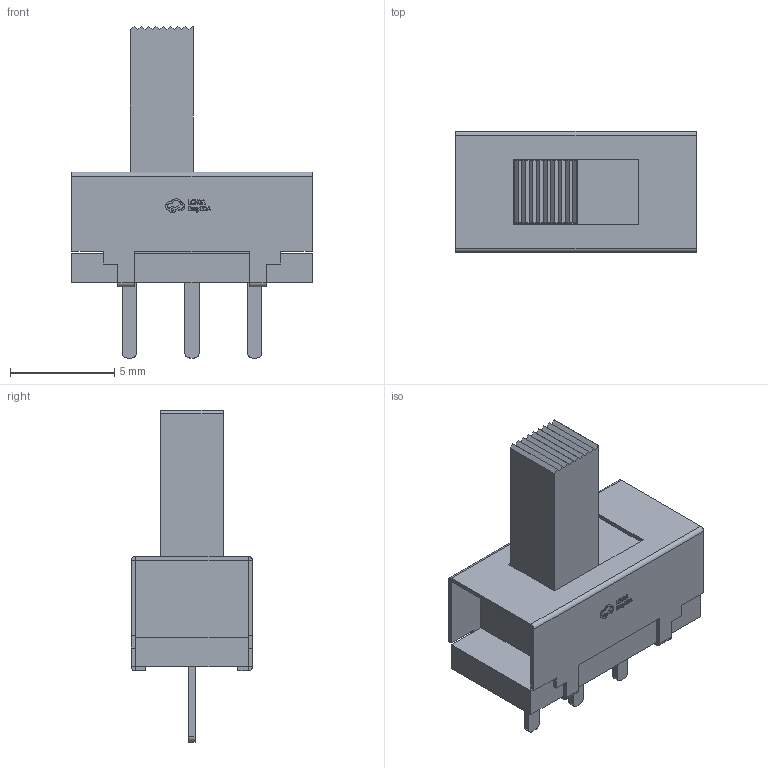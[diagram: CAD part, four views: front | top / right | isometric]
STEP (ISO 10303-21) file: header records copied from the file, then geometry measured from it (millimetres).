
FILE_DESCRIPTION (( 'STEP AP214' ), '1' );
FILE_NAME ('SW-TH_G-SWITCH_SS-12F20-G070.STEP', '2023-01-28T08:46:03', ( '' ), ( '' ), 'SwSTEP 2.0', 'SolidWorks 2020', '' );
FILE_SCHEMA (( 'AUTOMOTIVE_DESIGN' ));
Length unit declared in the file: millimetre
Products named in the file (1): SW-TH_G-SWITCH_SS-12F20-G070
Bounding box: 11.5 x 5.81 x 15.9 mm (x, y, z)
Volume: 331.5 mm3; surface area: 760.5 mm2
Topology: 3 solids, 3 shells, 361 faces, 948 edges, 616 vertices
Faces by surface type: plane 245, bspline 98, cylinder 18
Entity records: 15493 total; most frequent: CARTESIAN_POINT 3232, ORIENTED_EDGE 1896, DIRECTION 1312, EDGE_CURVE 948, VECTOR 712, LINE 712, VERTEX_POINT 616, EDGE_LOOP 386
